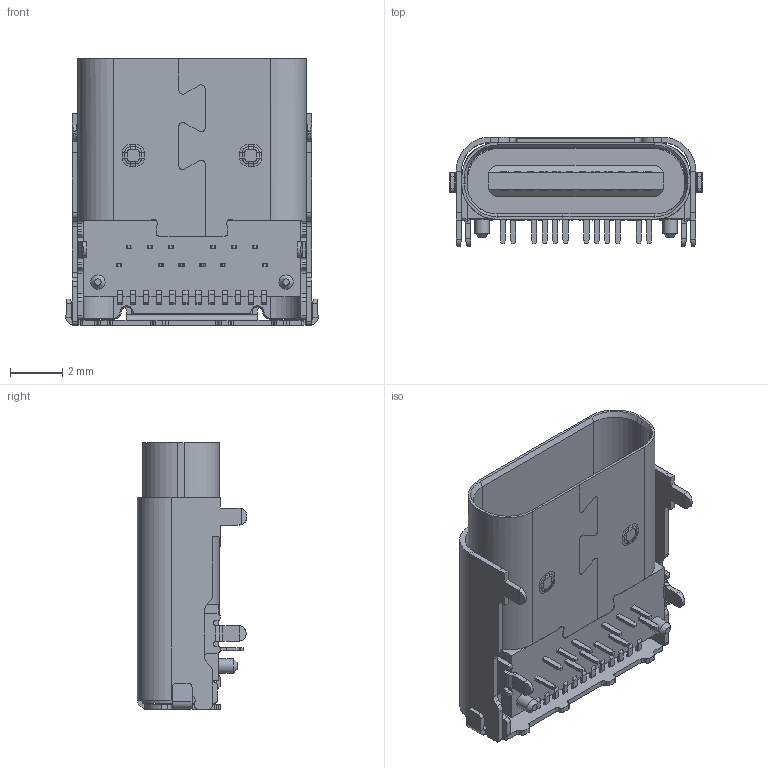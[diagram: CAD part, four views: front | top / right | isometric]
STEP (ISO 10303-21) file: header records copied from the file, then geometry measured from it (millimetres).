
FILE_DESCRIPTION(/* description */ (''),/* implementation_level */ '2;1');
FILE_NAME(/* name */ 'USB-C_Amphenol_10137061-00021LF.step',/* time_stamp */ '2021-01-23T15:26:55+00:00',/* author */ (''),/* organization */ (''),/* preprocessor_version */ 'ST-DEVELOPER v18.1',/* originating_system */ 'Autodesk Translation Framework v9.7.1.1290',/* authorisation */ '');
FILE_SCHEMA (('AUTOMOTIVE_DESIGN { 1 0 10303 214 3 1 1 }'));
Length unit declared in the file: millimetre
Products named in the file (1): USB-C_Amphenol_10137061-00021LF
Bounding box: 9.65 x 4.2 x 10.2 mm (x, y, z)
Volume: 147.4 mm3; surface area: 808.8 mm2
Topology: 2 solids, 2 shells, 943 faces, 2575 edges, 1620 vertices
Faces by surface type: plane 600, cylinder 295, bspline 20, torus 16, cone 12
Full cylindrical faces by diameter (mm): 0.55 x2, 0.6 x2, 1 x4
Entity records: 29843 total; most frequent: CARTESIAN_POINT 5447, ORIENTED_EDGE 5150, DIRECTION 5109, EDGE_CURVE 2575, LINE 1873, VECTOR 1873, VERTEX_POINT 1620, AXIS2_PLACEMENT_3D 1618
